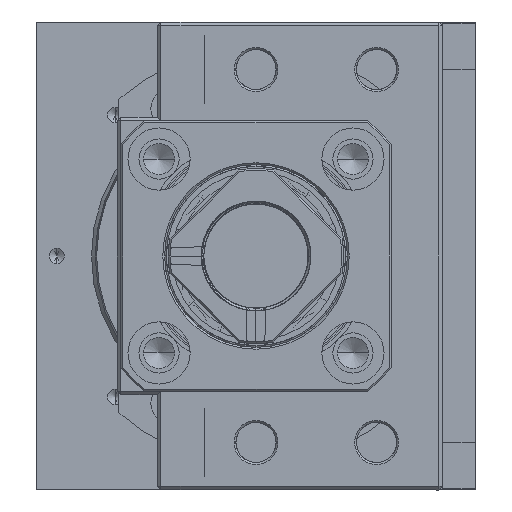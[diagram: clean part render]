
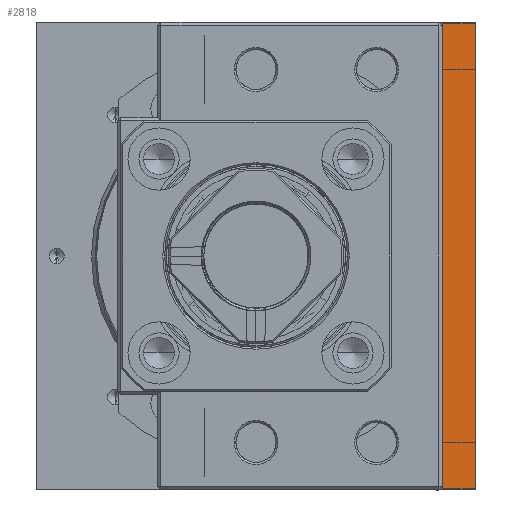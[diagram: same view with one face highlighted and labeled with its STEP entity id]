
A CAD part, left-side view. The second image highlights one B-rep face of the part: STEP entity #2818.
In plain terms, the highlighted face is planar.
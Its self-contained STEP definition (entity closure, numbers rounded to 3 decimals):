
#2031 = DIRECTION ( 'NONE',  ( 0., -1., 0. ) ) ;
#2818 = ADVANCED_FACE ( 'NONE', ( #16894 ), #10347, .F. ) ;
#5491 = VECTOR ( 'NONE', #2031, 1000. ) ;
#5676 = LINE ( 'NONE', #42497, #7200 ) ;
#6772 = DIRECTION ( 'NONE',  ( 0., -1., 0. ) ) ;
#6941 = CARTESIAN_POINT ( 'NONE',  ( -63.5, 9., 22.5 ) ) ;
#6990 = CARTESIAN_POINT ( 'NONE',  ( 63.5, 9., 22.5 ) ) ;
#7114 = ORIENTED_EDGE ( 'NONE', *, *, #13320, .T. ) ;
#7200 = VECTOR ( 'NONE', #20461, 1000. ) ;
#9518 = ORIENTED_EDGE ( 'NONE', *, *, #13768, .F. ) ;
#10347 = PLANE ( 'NONE',  #25986 ) ;
#11360 = CARTESIAN_POINT ( 'NONE',  ( 63.5, 0., 22.5 ) ) ;
#12947 = LINE ( 'NONE', #38872, #5491 ) ;
#13109 = VERTEX_POINT ( 'NONE', #36807 ) ;
#13320 = EDGE_CURVE ( 'NONE', #13109, #34848, #31183, .T. ) ;
#13571 = ORIENTED_EDGE ( 'NONE', *, *, #44708, .T. ) ;
#13768 = EDGE_CURVE ( 'NONE', #31944, #19581, #5676, .T. ) ;
#14504 = CARTESIAN_POINT ( 'NONE',  ( 63.5, 9., 22.5 ) ) ;
#16808 = VECTOR ( 'NONE', #6772, 1000. ) ;
#16894 = FACE_OUTER_BOUND ( 'NONE', #29362, .T. ) ;
#19525 = VECTOR ( 'NONE', #37522, 1000. ) ;
#19581 = VERTEX_POINT ( 'NONE', #6990 ) ;
#20461 = DIRECTION ( 'NONE',  ( 1., 0., 0. ) ) ;
#20772 = DIRECTION ( 'NONE',  ( -1., 0., 0. ) ) ;
#25107 = DIRECTION ( 'NONE',  ( 0., 0., -1. ) ) ;
#25986 = AXIS2_PLACEMENT_3D ( 'NONE', #6941, #25107, #20772 ) ;
#27060 = CARTESIAN_POINT ( 'NONE',  ( -63.5, 0., 22.5 ) ) ;
#29362 = EDGE_LOOP ( 'NONE', ( #7114, #37900, #9518, #13571 ) ) ;
#31183 = LINE ( 'NONE', #27060, #19525 ) ;
#31944 = VERTEX_POINT ( 'NONE', #35221 ) ;
#34848 = VERTEX_POINT ( 'NONE', #11360 ) ;
#35221 = CARTESIAN_POINT ( 'NONE',  ( -63.5, 9., 22.5 ) ) ;
#36807 = CARTESIAN_POINT ( 'NONE',  ( -63.5, 0., 22.5 ) ) ;
#37522 = DIRECTION ( 'NONE',  ( 1., 0., 0. ) ) ;
#37900 = ORIENTED_EDGE ( 'NONE', *, *, #38742, .F. ) ;
#38742 = EDGE_CURVE ( 'NONE', #19581, #34848, #44044, .T. ) ;
#38872 = CARTESIAN_POINT ( 'NONE',  ( -63.5, 9., 22.5 ) ) ;
#42497 = CARTESIAN_POINT ( 'NONE',  ( -63.5, 9., 22.5 ) ) ;
#44044 = LINE ( 'NONE', #14504, #16808 ) ;
#44708 = EDGE_CURVE ( 'NONE', #31944, #13109, #12947, .T. ) ;
